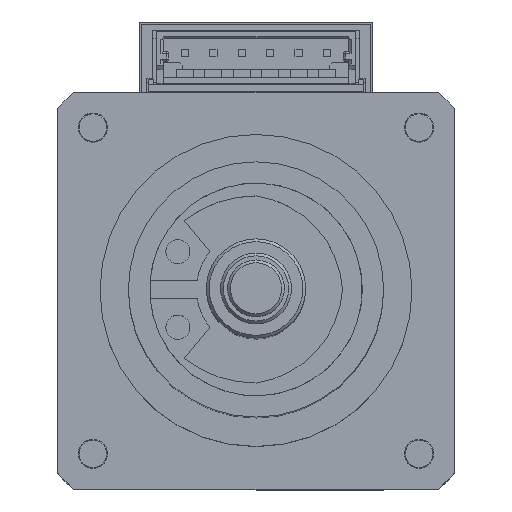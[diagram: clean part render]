
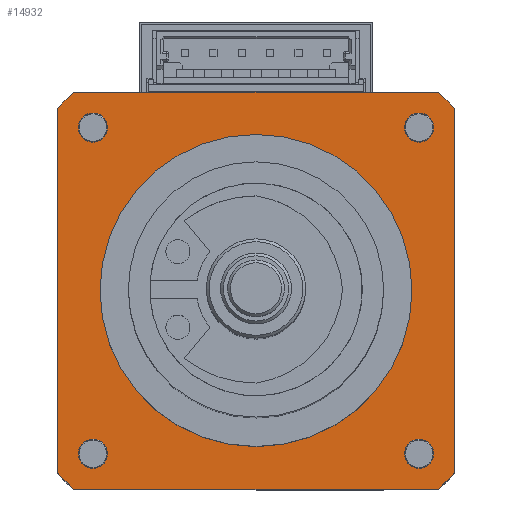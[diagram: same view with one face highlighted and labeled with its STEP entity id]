
A CAD part, top view. The second image highlights one B-rep face of the part: STEP entity #14932.
In plain terms, the highlighted planar face has unit normal (0, 0, 1).
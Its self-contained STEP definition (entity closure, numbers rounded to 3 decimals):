
#14362=CARTESIAN_POINT('',(-12.845,14.,15.85));
#14363=VERTEX_POINT('',#14362);
#14370=CARTESIAN_POINT('',(12.845,14.,15.85));
#14371=VERTEX_POINT('',#14370);
#14372=CARTESIAN_POINT('',(12.845,14.,15.85));
#14373=DIRECTION('',(-1.0,0.0,0.0));
#14374=VECTOR('',#14373,25.69);
#14375=LINE('',#14372,#14374);
#14376=EDGE_CURVE('',#14371,#14363,#14375,.T.);
#14393=CARTESIAN_POINT('',(-12.845,-14.,15.85));
#14394=VERTEX_POINT('',#14393);
#14402=CARTESIAN_POINT('',(12.845,-14.,15.85));
#14403=VERTEX_POINT('',#14402);
#14410=CARTESIAN_POINT('',(-12.845,-14.,15.85));
#14411=DIRECTION('',(1.0,0.0,0.0));
#14412=VECTOR('',#14411,25.69);
#14413=LINE('',#14410,#14412);
#14414=EDGE_CURVE('',#14394,#14403,#14413,.T.);
#14455=CARTESIAN_POINT('',(11.,0.,15.85));
#14456=VERTEX_POINT('',#14455);
#14457=CARTESIAN_POINT('',(0.,0.,15.85));
#14458=DIRECTION('',(0.0,0.0,-1.0));
#14459=DIRECTION('',(-1.0,0.0,0.0));
#14460=AXIS2_PLACEMENT_3D('',#14457,#14458,#14459);
#14461=CIRCLE('',#14460,11.);
#14462=EDGE_CURVE('',#14456,#14456,#14461,.T.);
#14782=CARTESIAN_POINT('',(14.,12.845,15.85));
#14783=VERTEX_POINT('',#14782);
#14784=CARTESIAN_POINT('',(0.,0.,15.85));
#14785=DIRECTION('',(0.,0.,1.0));
#14786=DIRECTION('',(-0.676,-0.737,0.));
#14787=AXIS2_PLACEMENT_3D('',#14784,#14785,#14786);
#14788=CIRCLE('',#14787,19.0);
#14789=EDGE_CURVE('',#14783,#14371,#14788,.T.);
#14807=CARTESIAN_POINT('',(-14.,12.845,15.85));
#14808=VERTEX_POINT('',#14807);
#14809=CARTESIAN_POINT('',(0.,0.,15.85));
#14810=DIRECTION('',(0.,0.,1.0));
#14811=DIRECTION('',(0.676,-0.737,0.));
#14812=AXIS2_PLACEMENT_3D('',#14809,#14810,#14811);
#14813=CIRCLE('',#14812,19.0);
#14814=EDGE_CURVE('',#14363,#14808,#14813,.T.);
#14832=CARTESIAN_POINT('',(14.,-12.845,15.85));
#14833=VERTEX_POINT('',#14832);
#14842=CARTESIAN_POINT('',(14.,-12.845,15.85));
#14843=DIRECTION('',(0.0,1.0,0.0));
#14844=VECTOR('',#14843,25.69);
#14845=LINE('',#14842,#14844);
#14846=EDGE_CURVE('',#14833,#14783,#14845,.T.);
#14851=CARTESIAN_POINT('',(0.,0.,15.85));
#14852=DIRECTION('',(0.0,0.0,1.0));
#14853=DIRECTION('',(1.0,0.0,0.0));
#14854=AXIS2_PLACEMENT_3D('',#14851,#14852,#14853);
#14855=PLANE('',#14854);
#14856=CARTESIAN_POINT('',(-14.,-12.845,15.85));
#14857=VERTEX_POINT('',#14856);
#14858=CARTESIAN_POINT('',(0.,0.,15.85));
#14859=DIRECTION('',(0.,0.,1.0));
#14860=DIRECTION('',(0.676,0.737,0.));
#14861=AXIS2_PLACEMENT_3D('',#14858,#14859,#14860);
#14862=CIRCLE('',#14861,19.0);
#14863=EDGE_CURVE('',#14857,#14394,#14862,.T.);
#14864=ORIENTED_EDGE('',*,*,#14863,.T.);
#14865=ORIENTED_EDGE('',*,*,#14414,.T.);
#14866=CARTESIAN_POINT('',(0.,0.,15.85));
#14867=DIRECTION('',(0.,0.,1.0));
#14868=DIRECTION('',(-0.676,0.737,0.));
#14869=AXIS2_PLACEMENT_3D('',#14866,#14867,#14868);
#14870=CIRCLE('',#14869,19.0);
#14871=EDGE_CURVE('',#14403,#14833,#14870,.T.);
#14872=ORIENTED_EDGE('',*,*,#14871,.T.);
#14873=ORIENTED_EDGE('',*,*,#14846,.T.);
#14874=ORIENTED_EDGE('',*,*,#14789,.T.);
#14875=ORIENTED_EDGE('',*,*,#14376,.T.);
#14876=ORIENTED_EDGE('',*,*,#14814,.T.);
#14877=CARTESIAN_POINT('',(-14.,12.845,15.85));
#14878=DIRECTION('',(0.0,-1.0,0.0));
#14879=VECTOR('',#14878,25.69);
#14880=LINE('',#14877,#14879);
#14881=EDGE_CURVE('',#14808,#14857,#14880,.T.);
#14882=ORIENTED_EDGE('',*,*,#14881,.T.);
#14883=EDGE_LOOP('',(#14864,#14865,#14872,#14873,#14874,#14875,#14876,#14882));
#14884=FACE_OUTER_BOUND('',#14883,.T.);
#14885=ORIENTED_EDGE('',*,*,#14462,.T.);
#14886=EDGE_LOOP('',(#14885));
#14887=FACE_BOUND('',#14886,.T.);
#14888=CARTESIAN_POINT('',(12.525,-11.5,15.85));
#14889=VERTEX_POINT('',#14888);
#14890=CARTESIAN_POINT('',(11.5,-11.5,15.85));
#14891=DIRECTION('',(0.0,0.0,-1.0));
#14892=DIRECTION('',(1.0,0.0,0.0));
#14893=AXIS2_PLACEMENT_3D('',#14890,#14891,#14892);
#14894=CIRCLE('',#14893,1.025);
#14895=EDGE_CURVE('',#14889,#14889,#14894,.T.);
#14896=ORIENTED_EDGE('',*,*,#14895,.T.);
#14897=EDGE_LOOP('',(#14896));
#14898=FACE_BOUND('',#14897,.T.);
#14899=CARTESIAN_POINT('',(12.525,11.5,15.85));
#14900=VERTEX_POINT('',#14899);
#14901=CARTESIAN_POINT('',(11.5,11.5,15.85));
#14902=DIRECTION('',(0.0,0.0,-1.0));
#14903=DIRECTION('',(1.0,0.0,0.0));
#14904=AXIS2_PLACEMENT_3D('',#14901,#14902,#14903);
#14905=CIRCLE('',#14904,1.025);
#14906=EDGE_CURVE('',#14900,#14900,#14905,.T.);
#14907=ORIENTED_EDGE('',*,*,#14906,.T.);
#14908=EDGE_LOOP('',(#14907));
#14909=FACE_BOUND('',#14908,.T.);
#14910=CARTESIAN_POINT('',(-10.475,11.5,15.85));
#14911=VERTEX_POINT('',#14910);
#14912=CARTESIAN_POINT('',(-11.5,11.5,15.85));
#14913=DIRECTION('',(0.0,0.0,-1.0));
#14914=DIRECTION('',(1.0,0.0,0.0));
#14915=AXIS2_PLACEMENT_3D('',#14912,#14913,#14914);
#14916=CIRCLE('',#14915,1.025);
#14917=EDGE_CURVE('',#14911,#14911,#14916,.T.);
#14918=ORIENTED_EDGE('',*,*,#14917,.T.);
#14919=EDGE_LOOP('',(#14918));
#14920=FACE_BOUND('',#14919,.T.);
#14921=CARTESIAN_POINT('',(-10.475,-11.5,15.85));
#14922=VERTEX_POINT('',#14921);
#14923=CARTESIAN_POINT('',(-11.5,-11.5,15.85));
#14924=DIRECTION('',(0.0,0.0,-1.0));
#14925=DIRECTION('',(1.0,0.0,0.0));
#14926=AXIS2_PLACEMENT_3D('',#14923,#14924,#14925);
#14927=CIRCLE('',#14926,1.025);
#14928=EDGE_CURVE('',#14922,#14922,#14927,.T.);
#14929=ORIENTED_EDGE('',*,*,#14928,.T.);
#14930=EDGE_LOOP('',(#14929));
#14931=FACE_BOUND('',#14930,.T.);
#14932=ADVANCED_FACE('',(#14884,#14887,#14898,#14909,#14920,#14931),#14855,.T.);
